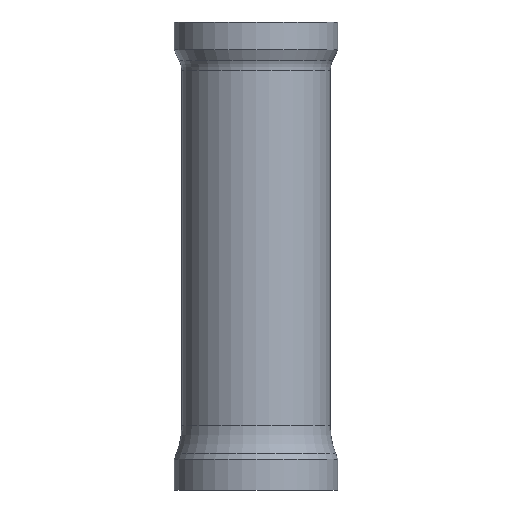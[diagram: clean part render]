
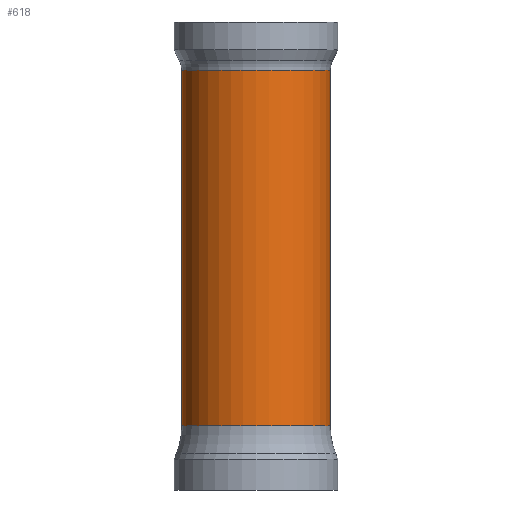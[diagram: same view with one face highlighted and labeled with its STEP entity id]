
A CAD part, front view. The second image highlights one B-rep face of the part: STEP entity #618.
In plain terms, the highlighted cylindrical face has radius 25.4 mm (diameter 50.8 mm), a partial arc.
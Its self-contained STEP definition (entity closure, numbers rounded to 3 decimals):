
#2 = FACE_OUTER_BOUND ( 'NONE', #643, .T. ) ;
#10 = ORIENTED_EDGE ( 'NONE', *, *, #354, .T. ) ;
#46 = EDGE_CURVE ( 'NONE', #93, #351, #272, .T. ) ;
#47 = ORIENTED_EDGE ( 'NONE', *, *, #281, .T. ) ;
#93 = VERTEX_POINT ( 'NONE', #623 ) ;
#94 = CIRCLE ( 'NONE', #461, 25.4 ) ;
#136 = LINE ( 'NONE', #516, #415 ) ;
#166 = DIRECTION ( 'NONE',  ( 1., 0., 0. ) ) ;
#200 = CARTESIAN_POINT ( 'NONE',  ( -25.4, 0., 0. ) ) ;
#224 = DIRECTION ( 'NONE',  ( 0., 0., 1. ) ) ;
#234 = CARTESIAN_POINT ( 'NONE',  ( 0., 0., 0. ) ) ;
#265 = VERTEX_POINT ( 'NONE', #565 ) ;
#272 = LINE ( 'NONE', #200, #489 ) ;
#278 = CIRCLE ( 'NONE', #620, 25.4 ) ;
#281 = EDGE_CURVE ( 'NONE', #265, #647, #136, .T. ) ;
#307 = CARTESIAN_POINT ( 'NONE',  ( 0., 0., -138. ) ) ;
#331 = ORIENTED_EDGE ( 'NONE', *, *, #645, .F. ) ;
#347 = DIRECTION ( 'NONE',  ( 0., 0., 1. ) ) ;
#351 = VERTEX_POINT ( 'NONE', #400 ) ;
#353 = DIRECTION ( 'NONE',  ( 0., 0., 1. ) ) ;
#354 = EDGE_CURVE ( 'NONE', #93, #265, #278, .T. ) ;
#399 = CARTESIAN_POINT ( 'NONE',  ( 25.4, 0., -16.5 ) ) ;
#400 = CARTESIAN_POINT ( 'NONE',  ( -25.4, 0., -16.5 ) ) ;
#411 = DIRECTION ( 'NONE',  ( 1., 0., 0. ) ) ;
#415 = VECTOR ( 'NONE', #353, 1000. ) ;
#430 = DIRECTION ( 'NONE',  ( 0., 0., 1. ) ) ;
#461 = AXIS2_PLACEMENT_3D ( 'NONE', #494, #557, #411 ) ;
#489 = VECTOR ( 'NONE', #430, 1000. ) ;
#494 = CARTESIAN_POINT ( 'NONE',  ( 0., 0., -16.5 ) ) ;
#516 = CARTESIAN_POINT ( 'NONE',  ( 25.4, 0., 0. ) ) ;
#555 = ORIENTED_EDGE ( 'NONE', *, *, #46, .F. ) ;
#557 = DIRECTION ( 'NONE',  ( 0., 0., 1. ) ) ;
#565 = CARTESIAN_POINT ( 'NONE',  ( 25.4, 0., -138. ) ) ;
#618 = ADVANCED_FACE ( 'NONE', ( #2 ), #693, .T. ) ;
#620 = AXIS2_PLACEMENT_3D ( 'NONE', #307, #347, #673 ) ;
#623 = CARTESIAN_POINT ( 'NONE',  ( -25.4, 0., -138. ) ) ;
#643 = EDGE_LOOP ( 'NONE', ( #555, #10, #47, #331 ) ) ;
#645 = EDGE_CURVE ( 'NONE', #351, #647, #94, .T. ) ;
#647 = VERTEX_POINT ( 'NONE', #399 ) ;
#673 = DIRECTION ( 'NONE',  ( 1., 0., 0. ) ) ;
#693 = CYLINDRICAL_SURFACE ( 'NONE', #700, 25.4 ) ;
#700 = AXIS2_PLACEMENT_3D ( 'NONE', #234, #224, #166 ) ;
